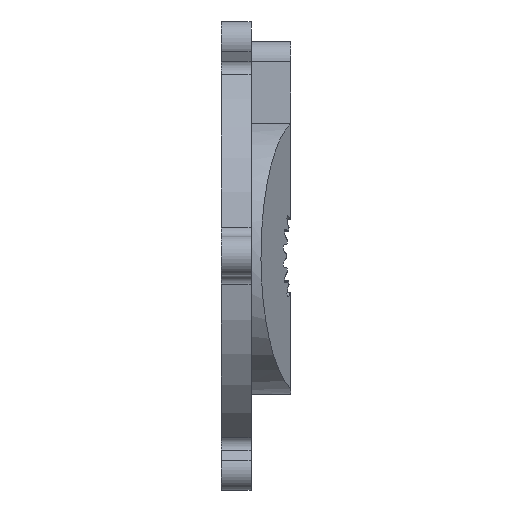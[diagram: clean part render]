
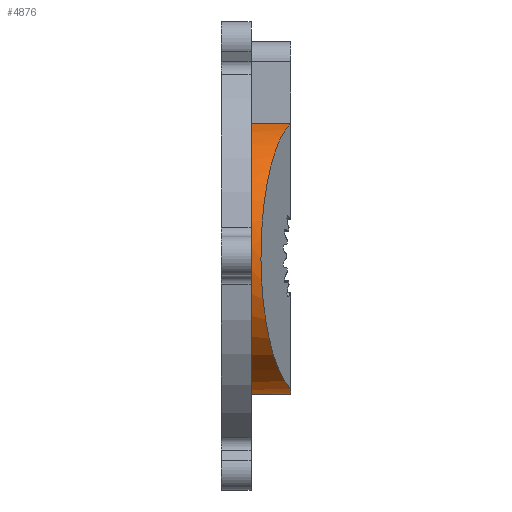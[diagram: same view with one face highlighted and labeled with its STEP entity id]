
A CAD part, left-side view. The second image highlights one B-rep face of the part: STEP entity #4876.
In plain terms, the highlighted cylindrical face has radius 14 mm (diameter 28 mm), a partial arc.
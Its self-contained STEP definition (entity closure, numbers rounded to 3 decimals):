
#5 = DIRECTION ( 'NONE',  ( 0., -1., 0. ) ) ;
#106 = EDGE_CURVE ( 'NONE', #8077, #1750, #8729, .T. ) ;
#283 = ORIENTED_EDGE ( 'NONE', *, *, #3259, .F. ) ;
#349 = ORIENTED_EDGE ( 'NONE', *, *, #1001, .T. ) ;
#525 =( BOUNDED_CURVE ( )  B_SPLINE_CURVE ( 3, ( #1084, #7225, #3114, #2439 ),
 .UNSPECIFIED., .F., .T. ) 
 B_SPLINE_CURVE_WITH_KNOTS ( ( 4, 4 ),
 ( 5.002, 7.564 ),
 .UNSPECIFIED. ) 
 CURVE ( )  GEOMETRIC_REPRESENTATION_ITEM ( )  RATIONAL_B_SPLINE_CURVE ( ( 1., 0.524, 0.524, 1. ) ) 
 REPRESENTATION_ITEM ( '' )  );
#603 = CIRCLE ( 'NONE', #6733, 14. ) ;
#765 = VECTOR ( 'NONE', #5, 1000. ) ;
#817 = VECTOR ( 'NONE', #4638, 1000. ) ;
#967 = CARTESIAN_POINT ( 'NONE',  ( -20.364, 0.909, -8.538 ) ) ;
#1001 = EDGE_CURVE ( 'NONE', #8799, #1628, #525, .T. ) ;
#1084 = CARTESIAN_POINT ( 'NONE',  ( 4., -4., 13.416 ) ) ;
#1322 = CARTESIAN_POINT ( 'NONE',  ( -4., -4., -13.416 ) ) ;
#1431 = CARTESIAN_POINT ( 'NONE',  ( -4., -4., 13.416 ) ) ;
#1588 = CARTESIAN_POINT ( 'NONE',  ( 4., -4., 13.416 ) ) ;
#1628 = VERTEX_POINT ( 'NONE', #3480 ) ;
#1750 = VERTEX_POINT ( 'NONE', #1431 ) ;
#1845 = AXIS2_PLACEMENT_3D ( 'NONE', #7632, #4230, #5605 ) ;
#2259 = EDGE_CURVE ( 'NONE', #8794, #1750, #6286, .T. ) ;
#2439 = CARTESIAN_POINT ( 'NONE',  ( 4., -4., -13.416 ) ) ;
#2514 = CARTESIAN_POINT ( 'NONE',  ( 0., -4., 0. ) ) ;
#2660 = DIRECTION ( 'NONE',  ( 0., 1., 0. ) ) ;
#2674 = ORIENTED_EDGE ( 'NONE', *, *, #2259, .F. ) ;
#2764 = EDGE_LOOP ( 'NONE', ( #2809, #2674, #3962, #4811, #349, #283 ) ) ;
#2809 = ORIENTED_EDGE ( 'NONE', *, *, #106, .T. ) ;
#2892 = VERTEX_POINT ( 'NONE', #5817 ) ;
#3114 = CARTESIAN_POINT ( 'NONE',  ( 20.364, 0.909, -8.538 ) ) ;
#3259 = EDGE_CURVE ( 'NONE', #8077, #1628, #603, .T. ) ;
#3480 = CARTESIAN_POINT ( 'NONE',  ( 4., -4., -13.416 ) ) ;
#3582 = EDGE_CURVE ( 'NONE', #8794, #2892, #8605, .T. ) ;
#3690 = CARTESIAN_POINT ( 'NONE',  ( -4., -4., 13.416 ) ) ;
#3962 = ORIENTED_EDGE ( 'NONE', *, *, #3582, .T. ) ;
#4024 = DIRECTION ( 'NONE',  ( 0., 0., 1. ) ) ;
#4054 = CARTESIAN_POINT ( 'NONE',  ( 0., -4., 0. ) ) ;
#4118 = EDGE_CURVE ( 'NONE', #2892, #8799, #6232, .T. ) ;
#4230 = DIRECTION ( 'NONE',  ( 0., -1., 0. ) ) ;
#4561 = CARTESIAN_POINT ( 'NONE',  ( -4., 500000., 13.416 ) ) ;
#4638 = DIRECTION ( 'NONE',  ( 0., -1., 0. ) ) ;
#4811 = ORIENTED_EDGE ( 'NONE', *, *, #4118, .T. ) ;
#4876 = ADVANCED_FACE ( 'NONE', ( #5896 ), #5674, .T. ) ;
#5605 = DIRECTION ( 'NONE',  ( 0., 0., 1. ) ) ;
#5674 = CYLINDRICAL_SURFACE ( 'NONE', #6248, 14. ) ;
#5760 = CARTESIAN_POINT ( 'NONE',  ( -4., -4., -13.416 ) ) ;
#5817 = CARTESIAN_POINT ( 'NONE',  ( 4., 0., 13.416 ) ) ;
#5896 = FACE_OUTER_BOUND ( 'NONE', #2764, .T. ) ;
#6111 = CARTESIAN_POINT ( 'NONE',  ( 4., 500000., 13.416 ) ) ;
#6232 = LINE ( 'NONE', #6111, #765 ) ;
#6248 = AXIS2_PLACEMENT_3D ( 'NONE', #4054, #2660, #4024 ) ;
#6286 = LINE ( 'NONE', #4561, #817 ) ;
#6609 = DIRECTION ( 'NONE',  ( 0., 0., -1. ) ) ;
#6733 = AXIS2_PLACEMENT_3D ( 'NONE', #2514, #7322, #6609 ) ;
#7225 = CARTESIAN_POINT ( 'NONE',  ( 20.364, 0.909, 8.538 ) ) ;
#7322 = DIRECTION ( 'NONE',  ( 0., -1., 0. ) ) ;
#7632 = CARTESIAN_POINT ( 'NONE',  ( 0., 0., 0. ) ) ;
#7871 = CARTESIAN_POINT ( 'NONE',  ( -20.364, 0.909, 8.538 ) ) ;
#8077 = VERTEX_POINT ( 'NONE', #1322 ) ;
#8402 = CARTESIAN_POINT ( 'NONE',  ( -4., 0., 13.416 ) ) ;
#8605 = CIRCLE ( 'NONE', #1845, 14. ) ;
#8729 =( BOUNDED_CURVE ( )  B_SPLINE_CURVE ( 3, ( #5760, #967, #7871, #3690 ),
 .UNSPECIFIED., .F., .F. ) 
 B_SPLINE_CURVE_WITH_KNOTS ( ( 4, 4 ),
 ( 5.002, 7.564 ),
 .UNSPECIFIED. ) 
 CURVE ( )  GEOMETRIC_REPRESENTATION_ITEM ( )  RATIONAL_B_SPLINE_CURVE ( ( 1., 0.524, 0.524, 1. ) ) 
 REPRESENTATION_ITEM ( '' )  );
#8794 = VERTEX_POINT ( 'NONE', #8402 ) ;
#8799 = VERTEX_POINT ( 'NONE', #1588 ) ;
